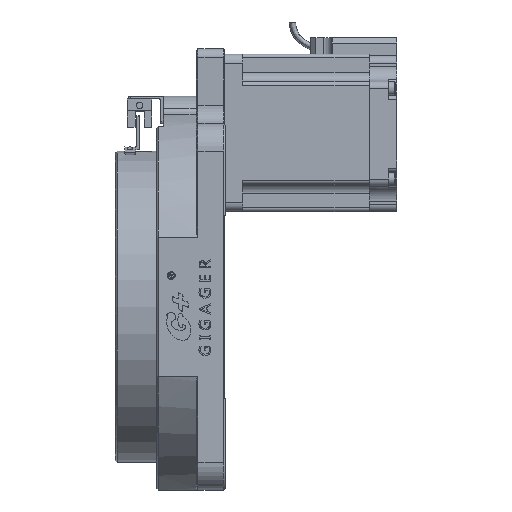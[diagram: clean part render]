
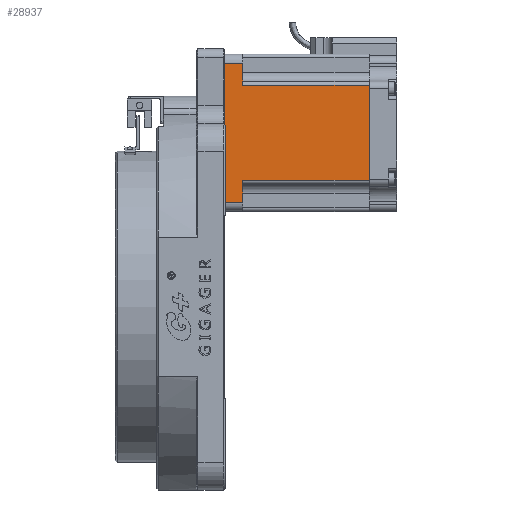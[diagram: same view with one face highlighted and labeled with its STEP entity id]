
A CAD part, left-side view. The second image highlights one B-rep face of the part: STEP entity #28937.
In plain terms, the highlighted planar face has unit normal (-1, 0, 0).
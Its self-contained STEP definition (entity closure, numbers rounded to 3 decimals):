
#175 = VECTOR ( 'NONE', #25914, 1000. ) ;
#453 = CARTESIAN_POINT ( 'NONE',  ( -43., -9.5, 133. ) ) ;
#918 = EDGE_CURVE ( 'NONE', #34879, #25235, #5318, .T. ) ;
#1149 = VECTOR ( 'NONE', #17728, 1000. ) ;
#2416 = DIRECTION ( 'NONE',  ( 0., -1., 0. ) ) ;
#2463 = CARTESIAN_POINT ( 'NONE',  ( -43., 0.5, 133. ) ) ;
#2495 = LINE ( 'NONE', #2463, #9341 ) ;
#3369 = EDGE_CURVE ( 'NONE', #25235, #6444, #10293, .T. ) ;
#5294 = DIRECTION ( 'NONE',  ( 0., 1., 0. ) ) ;
#5310 = CARTESIAN_POINT ( 'NONE',  ( -43., -78.5, 121. ) ) ;
#5318 = LINE ( 'NONE', #5310, #5574 ) ;
#5574 = VECTOR ( 'NONE', #5294, 1000. ) ;
#6444 = VERTEX_POINT ( 'NONE', #453 ) ;
#7803 = EDGE_CURVE ( 'NONE', #18959, #28313, #17779, .T. ) ;
#8729 = CARTESIAN_POINT ( 'NONE',  ( -43., 0.5, 133. ) ) ;
#8907 = CARTESIAN_POINT ( 'NONE',  ( -43., -78.5, 69. ) ) ;
#9029 = CARTESIAN_POINT ( 'NONE',  ( -43., -9.5, 57. ) ) ;
#9341 = VECTOR ( 'NONE', #2416, 1000. ) ;
#10254 = DIRECTION ( 'NONE',  ( 0., 0., 1. ) ) ;
#10258 = CARTESIAN_POINT ( 'NONE',  ( -43., -9.5, 133. ) ) ;
#10293 = LINE ( 'NONE', #10258, #21195 ) ;
#11177 = DIRECTION ( 'NONE',  ( 0., 0., 1. ) ) ;
#11186 = CARTESIAN_POINT ( 'NONE',  ( -43., 0.5, 133. ) ) ;
#11211 = LINE ( 'NONE', #11186, #23229 ) ;
#13304 = VERTEX_POINT ( 'NONE', #8729 ) ;
#13735 = CARTESIAN_POINT ( 'NONE',  ( -43., 0.5, 57. ) ) ;
#14356 = DIRECTION ( 'NONE',  ( 0., 0., -1. ) ) ;
#14379 = DIRECTION ( 'NONE',  ( 1., 0., 0. ) ) ;
#14389 = CARTESIAN_POINT ( 'NONE',  ( -43., -78.5, 121. ) ) ;
#14427 = PLANE ( 'NONE',  #37187 ) ;
#14470 = FACE_OUTER_BOUND ( 'NONE', #35705, .T. ) ;
#16093 = DIRECTION ( 'NONE',  ( 0., 0., -1. ) ) ;
#16096 = CARTESIAN_POINT ( 'NONE',  ( -43., -78.5, 121. ) ) ;
#16106 = LINE ( 'NONE', #16096, #35472 ) ;
#16618 = DIRECTION ( 'NONE',  ( 0., 1., 0. ) ) ;
#16664 = CARTESIAN_POINT ( 'NONE',  ( -43., -78.5, 69. ) ) ;
#16668 = LINE ( 'NONE', #16664, #37206 ) ;
#17728 = DIRECTION ( 'NONE',  ( 0., 0., 1. ) ) ;
#17770 = CARTESIAN_POINT ( 'NONE',  ( -43., -9.5, 133. ) ) ;
#17779 = LINE ( 'NONE', #17770, #1149 ) ;
#18959 = VERTEX_POINT ( 'NONE', #9029 ) ;
#21195 = VECTOR ( 'NONE', #10254, 1000. ) ;
#22647 = EDGE_CURVE ( 'NONE', #28976, #18959, #25970, .T. ) ;
#23091 = CARTESIAN_POINT ( 'NONE',  ( -43., -9.5, 69. ) ) ;
#23229 = VECTOR ( 'NONE', #11177, 1000. ) ;
#23263 = CARTESIAN_POINT ( 'NONE',  ( -43., -78.5, 121. ) ) ;
#25235 = VERTEX_POINT ( 'NONE', #31162 ) ;
#25914 = DIRECTION ( 'NONE',  ( 0., -1., 0. ) ) ;
#25936 = CARTESIAN_POINT ( 'NONE',  ( -43., 0.5, 57. ) ) ;
#25970 = LINE ( 'NONE', #25936, #175 ) ;
#26332 = EDGE_CURVE ( 'NONE', #36269, #28313, #16668, .T. ) ;
#26359 = EDGE_CURVE ( 'NONE', #34879, #36269, #16106, .T. ) ;
#28313 = VERTEX_POINT ( 'NONE', #23091 ) ;
#28937 = ADVANCED_FACE ( 'NONE', ( #14470 ), #14427, .F. ) ;
#28976 = VERTEX_POINT ( 'NONE', #13735 ) ;
#29288 = EDGE_CURVE ( 'NONE', #28976, #13304, #11211, .T. ) ;
#29936 = ORIENTED_EDGE ( 'NONE', *, *, #26359, .F. ) ;
#30046 = EDGE_CURVE ( 'NONE', #13304, #6444, #2495, .T. ) ;
#30239 = ORIENTED_EDGE ( 'NONE', *, *, #26332, .F. ) ;
#30268 = ORIENTED_EDGE ( 'NONE', *, *, #7803, .T. ) ;
#30312 = ORIENTED_EDGE ( 'NONE', *, *, #22647, .T. ) ;
#30713 = ORIENTED_EDGE ( 'NONE', *, *, #29288, .F. ) ;
#31156 = ORIENTED_EDGE ( 'NONE', *, *, #30046, .F. ) ;
#31162 = CARTESIAN_POINT ( 'NONE',  ( -43., -9.5, 121. ) ) ;
#31207 = ORIENTED_EDGE ( 'NONE', *, *, #3369, .T. ) ;
#31436 = ORIENTED_EDGE ( 'NONE', *, *, #918, .T. ) ;
#34879 = VERTEX_POINT ( 'NONE', #23263 ) ;
#35472 = VECTOR ( 'NONE', #16093, 1000. ) ;
#35705 = EDGE_LOOP ( 'NONE', ( #31436, #31207, #31156, #30713, #30312, #30268, #30239, #29936 ) ) ;
#36269 = VERTEX_POINT ( 'NONE', #8907 ) ;
#37187 = AXIS2_PLACEMENT_3D ( 'NONE', #14389, #14379, #14356 ) ;
#37206 = VECTOR ( 'NONE', #16618, 1000. ) ;
